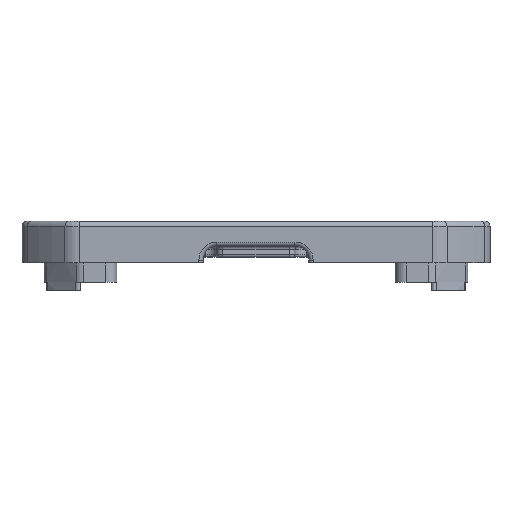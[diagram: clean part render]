
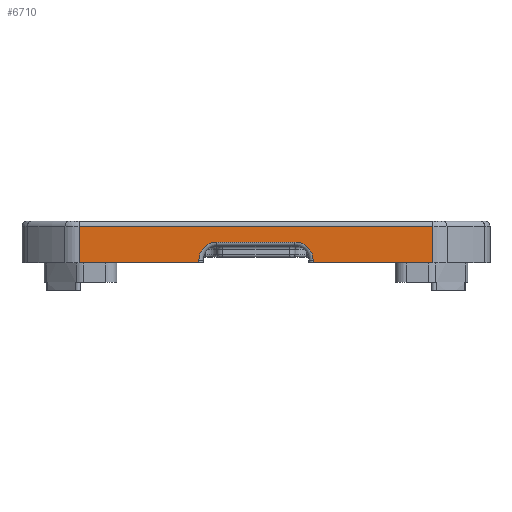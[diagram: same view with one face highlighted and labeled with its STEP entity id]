
A CAD part, front view. The second image highlights one B-rep face of the part: STEP entity #6710.
In plain terms, the highlighted planar face has unit normal (0, -1, 0).
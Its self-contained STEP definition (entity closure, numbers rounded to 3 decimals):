
#302=CIRCLE('',#7258,1.625);
#305=CIRCLE('',#7263,1.625);
#936=FACE_OUTER_BOUND('',#1344,.T.);
#1344=EDGE_LOOP('',(#4927,#4928,#4929,#4930,#4931,#4932,#4933,#4934,#4935,
#4936));
#1742=LINE('',#10530,#2271);
#1745=LINE('',#10552,#2274);
#1791=LINE('',#10835,#2320);
#1798=LINE('',#10895,#2327);
#1806=LINE('',#10963,#2335);
#1807=LINE('',#10964,#2336);
#1808=LINE('',#10965,#2337);
#1809=LINE('',#10966,#2338);
#2271=VECTOR('',#8229,2.);
#2274=VECTOR('',#8256,10.);
#2320=VECTOR('',#8508,10.);
#2327=VECTOR('',#8537,10.);
#2335=VECTOR('',#8585,10.);
#2336=VECTOR('',#8586,10.);
#2337=VECTOR('',#8587,10.);
#2338=VECTOR('',#8588,10.);
#2826=VERTEX_POINT('',#10527);
#2827=VERTEX_POINT('',#10529);
#2834=VERTEX_POINT('',#10551);
#2897=VERTEX_POINT('',#10828);
#2900=VERTEX_POINT('',#10833);
#2910=VERTEX_POINT('',#10887);
#2912=VERTEX_POINT('',#10893);
#2913=VERTEX_POINT('',#10897);
#2921=VERTEX_POINT('',#10961);
#2922=VERTEX_POINT('',#10962);
#3508=EDGE_CURVE('',#2826,#2827,#1742,.T.);
#3519=EDGE_CURVE('',#2827,#2834,#1745,.T.);
#3629=EDGE_CURVE('',#2897,#2900,#1791,.T.);
#3643=EDGE_CURVE('',#2910,#2900,#302,.T.);
#3646=EDGE_CURVE('',#2912,#2910,#1798,.T.);
#3648=EDGE_CURVE('',#2913,#2912,#305,.T.);
#3666=EDGE_CURVE('',#2921,#2922,#1806,.T.);
#3667=EDGE_CURVE('',#2922,#2834,#1807,.T.);
#3668=EDGE_CURVE('',#2826,#2897,#1808,.T.);
#3669=EDGE_CURVE('',#2921,#2913,#1809,.T.);
#4927=ORIENTED_EDGE('',*,*,#3666,.T.);
#4928=ORIENTED_EDGE('',*,*,#3667,.T.);
#4929=ORIENTED_EDGE('',*,*,#3519,.F.);
#4930=ORIENTED_EDGE('',*,*,#3508,.F.);
#4931=ORIENTED_EDGE('',*,*,#3668,.T.);
#4932=ORIENTED_EDGE('',*,*,#3629,.T.);
#4933=ORIENTED_EDGE('',*,*,#3643,.F.);
#4934=ORIENTED_EDGE('',*,*,#3646,.F.);
#4935=ORIENTED_EDGE('',*,*,#3648,.F.);
#4936=ORIENTED_EDGE('',*,*,#3669,.F.);
#6514=PLANE('',#7280);
#6710=ADVANCED_FACE('',(#936),#6514,.T.);
#7258=AXIS2_PLACEMENT_3D('',#10889,#8530,#8531);
#7263=AXIS2_PLACEMENT_3D('',#10900,#8542,#8543);
#7280=AXIS2_PLACEMENT_3D('',#10960,#8583,#8584);
#8229=DIRECTION('',(0.,0.,1.));
#8256=DIRECTION('',(1.,0.,0.));
#8508=DIRECTION('',(0.,0.,1.));
#8530=DIRECTION('center_axis',(0.,-1.,0.));
#8531=DIRECTION('ref_axis',(-0.707,0.,0.707));
#8537=DIRECTION('',(-1.,0.,0.));
#8542=DIRECTION('center_axis',(0.,-1.,0.));
#8543=DIRECTION('ref_axis',(0.707,0.,0.707));
#8583=DIRECTION('center_axis',(0.,-1.,0.));
#8584=DIRECTION('ref_axis',(1.,0.,0.));
#8585=DIRECTION('',(1.,0.,0.));
#8586=DIRECTION('',(0.,0.,1.));
#8587=DIRECTION('',(1.,0.,0.));
#8588=DIRECTION('',(0.,0.,1.));
#10527=CARTESIAN_POINT('',(-15.861,-21.,2.75));
#10529=CARTESIAN_POINT('',(-15.861,-21.,6.));
#10530=CARTESIAN_POINT('',(-15.861,-21.,3.));
#10551=CARTESIAN_POINT('',(15.861,-21.,6.));
#10552=CARTESIAN_POINT('',(-7.93,-21.,6.));
#10828=CARTESIAN_POINT('',(-5.125,-21.,2.75));
#10833=CARTESIAN_POINT('',(-5.125,-21.,3.));
#10835=CARTESIAN_POINT('',(-5.125,-21.,3.));
#10887=CARTESIAN_POINT('',(-3.5,-21.,4.625));
#10889=CARTESIAN_POINT('Origin',(-3.5,-21.,3.));
#10893=CARTESIAN_POINT('',(3.5,-21.,4.625));
#10895=CARTESIAN_POINT('',(-7.93,-21.,4.625));
#10897=CARTESIAN_POINT('',(5.125,-21.,3.));
#10900=CARTESIAN_POINT('Origin',(3.5,-21.,3.));
#10960=CARTESIAN_POINT('Origin',(-15.861,-21.,3.));
#10961=CARTESIAN_POINT('',(5.125,-21.,2.75));
#10962=CARTESIAN_POINT('',(15.861,-21.,2.75));
#10963=CARTESIAN_POINT('',(-2.805,-21.,2.75));
#10964=CARTESIAN_POINT('',(15.861,-21.,3.));
#10965=CARTESIAN_POINT('',(-13.055,-21.,2.75));
#10966=CARTESIAN_POINT('',(5.125,-21.,3.));
